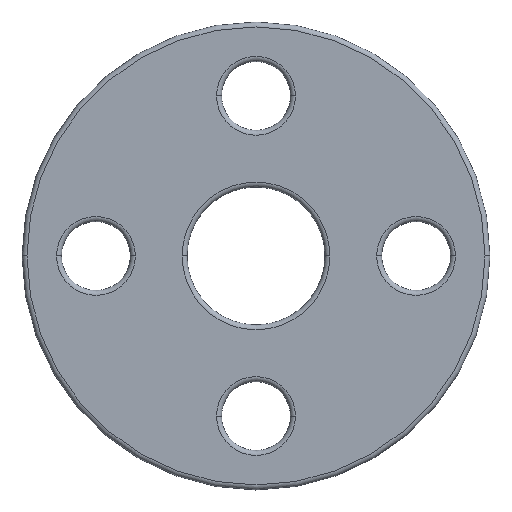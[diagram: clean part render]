
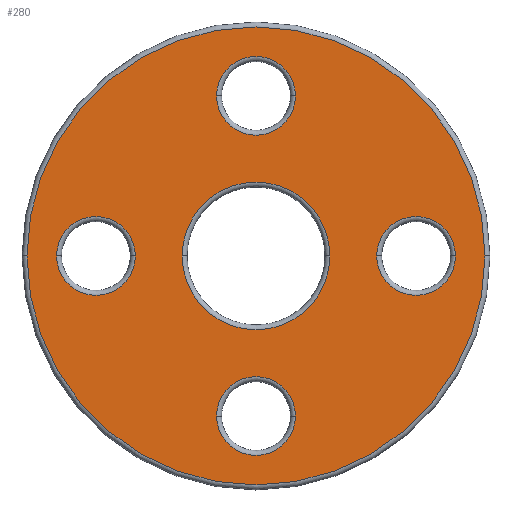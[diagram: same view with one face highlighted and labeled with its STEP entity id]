
A CAD part, top view. The second image highlights one B-rep face of the part: STEP entity #280.
In plain terms, the highlighted planar face has unit normal (0, 0, 1).
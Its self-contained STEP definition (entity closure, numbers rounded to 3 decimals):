
#8 = ORIENTED_EDGE ( 'NONE', *, *, #847, .T. ) ;
#20 = EDGE_LOOP ( 'NONE', ( #508, #699 ) ) ;
#48 = CIRCLE ( 'NONE', #70, 46.5 ) ;
#67 = CIRCLE ( 'NONE', #990, 8. ) ;
#69 = FACE_BOUND ( 'NONE', #692, .T. ) ;
#70 = AXIS2_PLACEMENT_3D ( 'NONE', #732, #195, #373 ) ;
#76 = DIRECTION ( 'NONE',  ( 0., 0., -1. ) ) ;
#80 = DIRECTION ( 'NONE',  ( 1., 0., 0. ) ) ;
#86 = AXIS2_PLACEMENT_3D ( 'NONE', #812, #809, #716 ) ;
#93 = CARTESIAN_POINT ( 'NONE',  ( -24.5, 0., 12. ) ) ;
#97 = AXIS2_PLACEMENT_3D ( 'NONE', #330, #680, #971 ) ;
#98 = EDGE_CURVE ( 'NONE', #571, #585, #705, .T. ) ;
#116 = AXIS2_PLACEMENT_3D ( 'NONE', #746, #841, #209 ) ;
#130 = VERTEX_POINT ( 'NONE', #397 ) ;
#134 = CARTESIAN_POINT ( 'NONE',  ( 8., -32.5, 12. ) ) ;
#136 = VERTEX_POINT ( 'NONE', #224 ) ;
#141 = VERTEX_POINT ( 'NONE', #1029 ) ;
#154 = FACE_BOUND ( 'NONE', #324, .T. ) ;
#155 = VERTEX_POINT ( 'NONE', #134 ) ;
#158 = DIRECTION ( 'NONE',  ( 1., 0., 0. ) ) ;
#171 = CARTESIAN_POINT ( 'NONE',  ( 0., -32.5, 12. ) ) ;
#177 = EDGE_CURVE ( 'NONE', #155, #1045, #67, .T. ) ;
#179 = CARTESIAN_POINT ( 'NONE',  ( 15., 0., 12. ) ) ;
#183 = AXIS2_PLACEMENT_3D ( 'NONE', #535, #1161, #806 ) ;
#190 = CARTESIAN_POINT ( 'NONE',  ( 0., 0., 12. ) ) ;
#195 = DIRECTION ( 'NONE',  ( 0., 0., 1. ) ) ;
#204 = CARTESIAN_POINT ( 'NONE',  ( 24.5, 0., 12. ) ) ;
#208 = EDGE_CURVE ( 'NONE', #1010, #136, #1044, .T. ) ;
#209 = DIRECTION ( 'NONE',  ( 1., 0., 0. ) ) ;
#215 = AXIS2_PLACEMENT_3D ( 'NONE', #1146, #76, #347 ) ;
#224 = CARTESIAN_POINT ( 'NONE',  ( -40.5, 0., 12. ) ) ;
#241 = CIRCLE ( 'NONE', #899, 8. ) ;
#260 = AXIS2_PLACEMENT_3D ( 'NONE', #407, #697, #495 ) ;
#261 = AXIS2_PLACEMENT_3D ( 'NONE', #444, #625, #525 ) ;
#272 = CARTESIAN_POINT ( 'NONE',  ( -8., -32.5, 12. ) ) ;
#280 = ADVANCED_FACE ( 'NONE', ( #154, #517, #1054, #878, #69, #540 ), #896, .T. ) ;
#281 = DIRECTION ( 'NONE',  ( 1., 0., 0. ) ) ;
#291 = AXIS2_PLACEMENT_3D ( 'NONE', #883, #618, #80 ) ;
#317 = CIRCLE ( 'NONE', #900, 8. ) ;
#324 = EDGE_LOOP ( 'NONE', ( #1050, #1027 ) ) ;
#330 = CARTESIAN_POINT ( 'NONE',  ( -32.5, 0., 12. ) ) ;
#334 = EDGE_LOOP ( 'NONE', ( #383, #736 ) ) ;
#347 = DIRECTION ( 'NONE',  ( 1., 0., 0. ) ) ;
#373 = DIRECTION ( 'NONE',  ( 1., 0., 0. ) ) ;
#383 = ORIENTED_EDGE ( 'NONE', *, *, #98, .T. ) ;
#397 = CARTESIAN_POINT ( 'NONE',  ( -46.5, 0., 12. ) ) ;
#407 = CARTESIAN_POINT ( 'NONE',  ( 0., 32.5, 12. ) ) ;
#444 = CARTESIAN_POINT ( 'NONE',  ( 0., 0., 12. ) ) ;
#454 = DIRECTION ( 'NONE',  ( 1., 0., 0. ) ) ;
#482 = CIRCLE ( 'NONE', #291, 8. ) ;
#495 = DIRECTION ( 'NONE',  ( 1., 0., 0. ) ) ;
#508 = ORIENTED_EDGE ( 'NONE', *, *, #1076, .T. ) ;
#517 = FACE_BOUND ( 'NONE', #334, .T. ) ;
#518 = ORIENTED_EDGE ( 'NONE', *, *, #957, .T. ) ;
#525 = DIRECTION ( 'NONE',  ( 1., 0., 0. ) ) ;
#535 = CARTESIAN_POINT ( 'NONE',  ( 0., 32.5, 12. ) ) ;
#540 = FACE_BOUND ( 'NONE', #867, .T. ) ;
#556 = DIRECTION ( 'NONE',  ( 0., 0., 1. ) ) ;
#570 = CARTESIAN_POINT ( 'NONE',  ( 32.5, 0., 12. ) ) ;
#571 = VERTEX_POINT ( 'NONE', #1091 ) ;
#585 = VERTEX_POINT ( 'NONE', #204 ) ;
#599 = DIRECTION ( 'NONE',  ( 0., 0., -1. ) ) ;
#618 = DIRECTION ( 'NONE',  ( 0., 0., -1. ) ) ;
#625 = DIRECTION ( 'NONE',  ( 0., 0., -1. ) ) ;
#678 = VERTEX_POINT ( 'NONE', #1143 ) ;
#680 = DIRECTION ( 'NONE',  ( 0., 0., -1. ) ) ;
#692 = EDGE_LOOP ( 'NONE', ( #1043, #1026 ) ) ;
#697 = DIRECTION ( 'NONE',  ( 0., 0., -1. ) ) ;
#699 = ORIENTED_EDGE ( 'NONE', *, *, #1081, .T. ) ;
#705 = CIRCLE ( 'NONE', #116, 8. ) ;
#710 = CARTESIAN_POINT ( 'NONE',  ( 0., -32.5, 12. ) ) ;
#716 = DIRECTION ( 'NONE',  ( 1., 0., 0. ) ) ;
#717 = EDGE_CURVE ( 'NONE', #1115, #1033, #839, .T. ) ;
#732 = CARTESIAN_POINT ( 'NONE',  ( 0., 0., 12. ) ) ;
#736 = ORIENTED_EDGE ( 'NONE', *, *, #1142, .T. ) ;
#746 = CARTESIAN_POINT ( 'NONE',  ( 32.5, 0., 12. ) ) ;
#806 = DIRECTION ( 'NONE',  ( 1., 0., 0. ) ) ;
#809 = DIRECTION ( 'NONE',  ( 0., 0., 1. ) ) ;
#812 = CARTESIAN_POINT ( 'NONE',  ( 0., 0., 12. ) ) ;
#813 = EDGE_CURVE ( 'NONE', #678, #908, #1006, .T. ) ;
#838 = EDGE_CURVE ( 'NONE', #136, #1010, #482, .T. ) ;
#839 = CIRCLE ( 'NONE', #260, 8. ) ;
#841 = DIRECTION ( 'NONE',  ( 0., 0., -1. ) ) ;
#847 = EDGE_CURVE ( 'NONE', #908, #678, #884, .T. ) ;
#867 = EDGE_LOOP ( 'NONE', ( #1001, #518 ) ) ;
#878 = FACE_OUTER_BOUND ( 'NONE', #20, .T. ) ;
#883 = CARTESIAN_POINT ( 'NONE',  ( -32.5, 0., 12. ) ) ;
#884 = CIRCLE ( 'NONE', #261, 15. ) ;
#896 = PLANE ( 'NONE',  #86 ) ;
#899 = AXIS2_PLACEMENT_3D ( 'NONE', #710, #1064, #454 ) ;
#900 = AXIS2_PLACEMENT_3D ( 'NONE', #570, #1168, #281 ) ;
#908 = VERTEX_POINT ( 'NONE', #179 ) ;
#912 = CIRCLE ( 'NONE', #183, 8. ) ;
#957 = EDGE_CURVE ( 'NONE', #1045, #155, #241, .T. ) ;
#970 = EDGE_CURVE ( 'NONE', #1033, #1115, #912, .T. ) ;
#971 = DIRECTION ( 'NONE',  ( 1., 0., 0. ) ) ;
#990 = AXIS2_PLACEMENT_3D ( 'NONE', #171, #599, #158 ) ;
#1001 = ORIENTED_EDGE ( 'NONE', *, *, #177, .T. ) ;
#1006 = CIRCLE ( 'NONE', #215, 15. ) ;
#1010 = VERTEX_POINT ( 'NONE', #93 ) ;
#1024 = AXIS2_PLACEMENT_3D ( 'NONE', #190, #556, #1094 ) ;
#1026 = ORIENTED_EDGE ( 'NONE', *, *, #717, .T. ) ;
#1027 = ORIENTED_EDGE ( 'NONE', *, *, #838, .T. ) ;
#1029 = CARTESIAN_POINT ( 'NONE',  ( 46.5, 0., 12. ) ) ;
#1033 = VERTEX_POINT ( 'NONE', #1169 ) ;
#1039 = EDGE_LOOP ( 'NONE', ( #8, #1056 ) ) ;
#1043 = ORIENTED_EDGE ( 'NONE', *, *, #970, .T. ) ;
#1044 = CIRCLE ( 'NONE', #97, 8. ) ;
#1045 = VERTEX_POINT ( 'NONE', #272 ) ;
#1049 = CIRCLE ( 'NONE', #1024, 46.5 ) ;
#1050 = ORIENTED_EDGE ( 'NONE', *, *, #208, .T. ) ;
#1054 = FACE_BOUND ( 'NONE', #1039, .T. ) ;
#1056 = ORIENTED_EDGE ( 'NONE', *, *, #813, .T. ) ;
#1064 = DIRECTION ( 'NONE',  ( 0., 0., -1. ) ) ;
#1076 = EDGE_CURVE ( 'NONE', #141, #130, #48, .T. ) ;
#1080 = CARTESIAN_POINT ( 'NONE',  ( -8., 32.5, 12. ) ) ;
#1081 = EDGE_CURVE ( 'NONE', #130, #141, #1049, .T. ) ;
#1091 = CARTESIAN_POINT ( 'NONE',  ( 40.5, 0., 12. ) ) ;
#1094 = DIRECTION ( 'NONE',  ( 1., 0., 0. ) ) ;
#1115 = VERTEX_POINT ( 'NONE', #1080 ) ;
#1142 = EDGE_CURVE ( 'NONE', #585, #571, #317, .T. ) ;
#1143 = CARTESIAN_POINT ( 'NONE',  ( -15., 0., 12. ) ) ;
#1146 = CARTESIAN_POINT ( 'NONE',  ( 0., 0., 12. ) ) ;
#1161 = DIRECTION ( 'NONE',  ( 0., 0., -1. ) ) ;
#1168 = DIRECTION ( 'NONE',  ( 0., 0., -1. ) ) ;
#1169 = CARTESIAN_POINT ( 'NONE',  ( 8., 32.5, 12. ) ) ;
